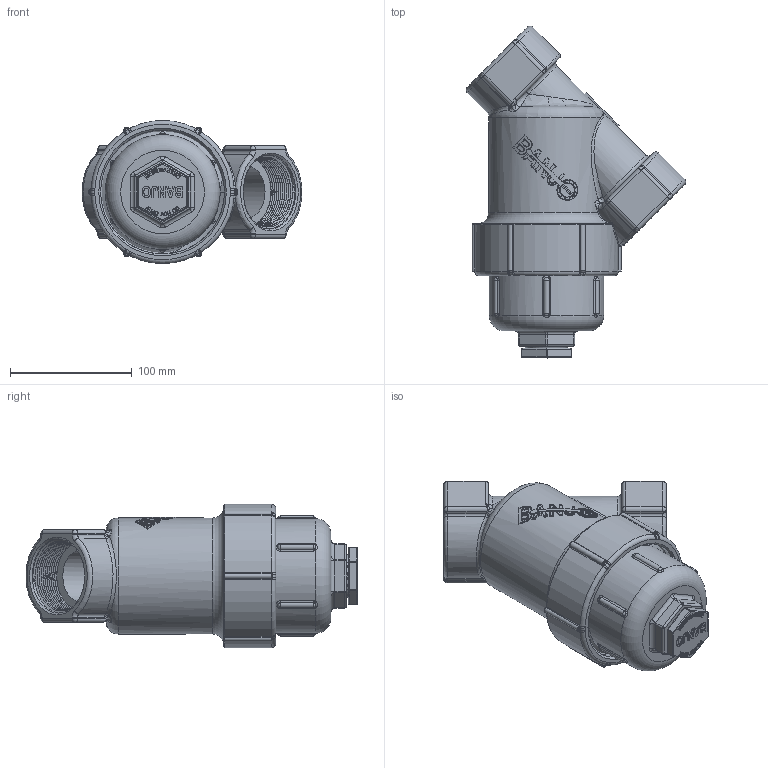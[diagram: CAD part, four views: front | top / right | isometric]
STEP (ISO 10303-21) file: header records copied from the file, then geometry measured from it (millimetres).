
FILE_DESCRIPTION(/* description */ ('2" STRAINER 30 MESH SCREEN'),/* implementation_level */ '2;1');
FILE_NAME(/* name */ 'LS200-30.stp',/* time_stamp */ '2023-07-21T09:22:41-04:00',/* author */ ('MJC'),/* organization */ (''),/* preprocessor_version */ 'ST-DEVELOPER v18.1',/* originating_system */ 'Autodesk Inventor 2022',/* authorisation */ '');
FILE_SCHEMA (('AUTOMOTIVE_DESIGN { 1 0 10303 214 3 1 1 }'));
Length unit declared in the file: inch
Products named in the file (8): LS200-30; LS200-B; LS150-C; LS150XC; LSQ200-PL; LSQ200-R; LS150-G; LS230
Assembly tree (7 placements, depth 3):
  LS200-30
    LS200-B
    LS150-C
      LS150XC
      LSQ200-PL
      LSQ200-R
    LS150-G
    LS230
Bounding box: 180.17 x 272.3 x 117.47 mm (x, y, z)
Volume: 886943.6 mm3; surface area: 311318.5 mm2
Topology: 6 solids, 6 shells, 1762 faces, 4555 edges, 2891 vertices
Faces by surface type: plane 849, bspline 435, cylinder 277, torus 87, cone 62, sphere 52
Full cylindrical faces by diameter (mm): 4.762 x1, 19.05 x1, 33.401 x1, 43.18 x2, 55.626 x1, 60.452 x1, 66.04 x1, 67.716 x2, 76.2 x1, 79.502 x1, 82.728 x1, 85.852 x1, 86.233 x1, 91.567 x1, 94.038 x3, 94.717 x3, 101.6 x6
Entity records: 72559 total; most frequent: CARTESIAN_POINT 31989, ORIENTED_EDGE 9046, DIRECTION 7184, EDGE_CURVE 4523, VERTEX_POINT 2891, AXIS2_PLACEMENT_3D 2403, LINE 2378, VECTOR 2378
